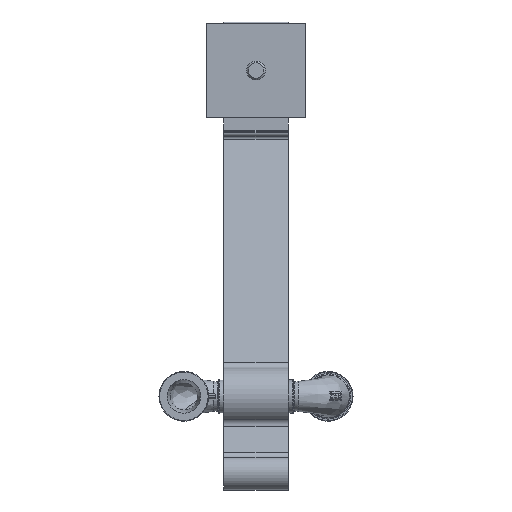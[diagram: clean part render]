
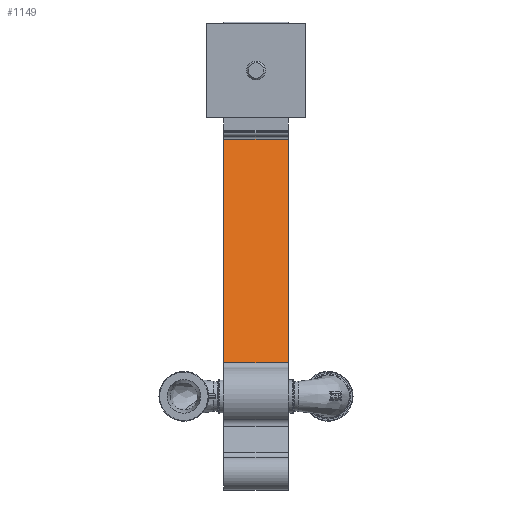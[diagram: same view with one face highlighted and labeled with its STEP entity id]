
A CAD part, front view. The second image highlights one B-rep face of the part: STEP entity #1149.
In plain terms, the highlighted face is planar.
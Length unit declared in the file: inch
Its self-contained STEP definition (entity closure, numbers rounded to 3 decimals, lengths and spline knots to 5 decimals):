
#357=CARTESIAN_POINT('',(-0.8125,-49.83851,46.89294));
#358=VERTEX_POINT('',#357);
#366=CARTESIAN_POINT('',(-0.8125,-55.44392,48.35513));
#367=VERTEX_POINT('',#366);
#368=CARTESIAN_POINT('',(-0.8125,-55.44392,48.35513));
#369=DIRECTION('',(0.0,0.968,-0.252));
#370=VECTOR('',#369,5.79298);
#371=LINE('',#368,#370);
#372=EDGE_CURVE('',#367,#358,#371,.T.);
#1106=CARTESIAN_POINT('',(0.8125,-49.83851,46.89294));
#1107=VERTEX_POINT('',#1106);
#1115=CARTESIAN_POINT('',(-0.8125,-49.83851,46.89294));
#1116=DIRECTION('',(1.0,0.0,0.0));
#1117=VECTOR('',#1116,1.625);
#1118=LINE('',#1115,#1117);
#1119=EDGE_CURVE('',#358,#1107,#1118,.T.);
#1126=CARTESIAN_POINT('',(0.0,-49.83851,46.89294));
#1127=DIRECTION('',(0.0,-0.252,-0.968));
#1128=DIRECTION('',(-1.0,0.0,0.0));
#1129=AXIS2_PLACEMENT_3D('',#1126,#1127,#1128);
#1130=PLANE('',#1129);
#1131=CARTESIAN_POINT('',(0.8125,-55.44392,48.35513));
#1132=VERTEX_POINT('',#1131);
#1133=CARTESIAN_POINT('',(0.8125,-49.83851,46.89294));
#1134=DIRECTION('',(0.0,-0.968,0.252));
#1135=VECTOR('',#1134,5.79298);
#1136=LINE('',#1133,#1135);
#1137=EDGE_CURVE('',#1107,#1132,#1136,.T.);
#1138=ORIENTED_EDGE('',*,*,#1137,.T.);
#1139=CARTESIAN_POINT('',(-0.8125,-55.44392,48.35513));
#1140=DIRECTION('',(1.0,0.0,0.0));
#1141=VECTOR('',#1140,1.625);
#1142=LINE('',#1139,#1141);
#1143=EDGE_CURVE('',#367,#1132,#1142,.T.);
#1144=ORIENTED_EDGE('',*,*,#1143,.F.);
#1145=ORIENTED_EDGE('',*,*,#372,.T.);
#1146=ORIENTED_EDGE('',*,*,#1119,.T.);
#1147=EDGE_LOOP('',(#1138,#1144,#1145,#1146));
#1148=FACE_OUTER_BOUND('',#1147,.T.);
#1149=ADVANCED_FACE('',(#1148),#1130,.T.);
